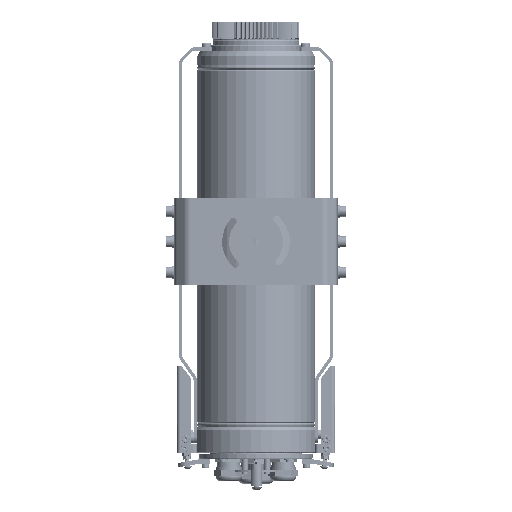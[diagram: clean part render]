
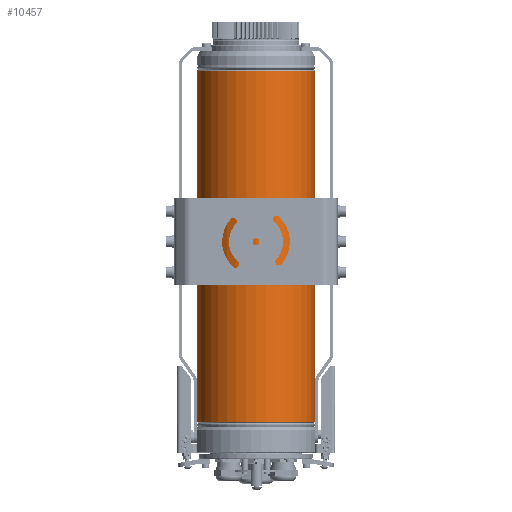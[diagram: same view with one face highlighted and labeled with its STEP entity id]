
A CAD part, front view. The second image highlights one B-rep face of the part: STEP entity #10457.
In plain terms, the highlighted cylindrical face has radius 54 mm (diameter 108 mm), a partial arc.
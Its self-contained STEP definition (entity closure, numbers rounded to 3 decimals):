
#1883 = DIRECTION ( 'NONE',  ( 0., 0., 1. ) ) ;
#3835 = AXIS2_PLACEMENT_3D ( 'NONE', #21174, #87151, #30673 ) ;
#4016 = ORIENTED_EDGE ( 'NONE', *, *, #26013, .F. ) ;
#5663 = CIRCLE ( 'NONE', #90539, 54. ) ;
#8623 = ORIENTED_EDGE ( 'NONE', *, *, #67536, .T. ) ;
#10457 = ADVANCED_FACE ( 'Fl�che1', ( #90044 ), #36916, .T. ) ;
#13740 = CARTESIAN_POINT ( 'NONE',  ( 54., 0., 1. ) ) ;
#21174 = CARTESIAN_POINT ( 'NONE',  ( 0., 0., 324. ) ) ;
#26013 = EDGE_CURVE ( 'NONE', #43871, #29001, #55095, .T. ) ;
#29001 = VERTEX_POINT ( 'NONE', #13740 ) ;
#30577 = VERTEX_POINT ( 'NONE', #85320 ) ;
#30673 = DIRECTION ( 'NONE',  ( 1., 0., 0. ) ) ;
#31406 = DIRECTION ( 'NONE',  ( 0., 0., -1. ) ) ;
#36715 = CARTESIAN_POINT ( 'NONE',  ( 54., 0., 324. ) ) ;
#36916 = CYLINDRICAL_SURFACE ( 'NONE', #41502, 54. ) ;
#40868 = VECTOR ( 'NONE', #119360, 1000. ) ;
#41502 = AXIS2_PLACEMENT_3D ( 'NONE', #100501, #101626, #106870 ) ;
#43871 = VERTEX_POINT ( 'NONE', #36715 ) ;
#50379 = CARTESIAN_POINT ( 'NONE',  ( 54., 0., 325. ) ) ;
#53558 = CARTESIAN_POINT ( 'NONE',  ( -54., 0., 325. ) ) ;
#55095 = LINE ( 'NONE', #50379, #77208 ) ;
#55728 = ORIENTED_EDGE ( 'NONE', *, *, #76056, .T. ) ;
#56490 = EDGE_LOOP ( 'NONE', ( #4016, #55728, #8623, #115925 ) ) ;
#58472 = CARTESIAN_POINT ( 'NONE',  ( 0., 0., 1. ) ) ;
#67536 = EDGE_CURVE ( 'NONE', #30577, #97457, #116010, .T. ) ;
#67953 = DIRECTION ( 'NONE',  ( 1., 0., 0. ) ) ;
#76056 = EDGE_CURVE ( 'NONE', #43871, #30577, #106357, .T. ) ;
#77208 = VECTOR ( 'NONE', #31406, 1000. ) ;
#85320 = CARTESIAN_POINT ( 'NONE',  ( -54., 0., 324. ) ) ;
#87151 = DIRECTION ( 'NONE',  ( 0., 0., -1. ) ) ;
#90044 = FACE_OUTER_BOUND ( 'NONE', #56490, .T. ) ;
#90539 = AXIS2_PLACEMENT_3D ( 'NONE', #58472, #1883, #67953 ) ;
#94968 = CARTESIAN_POINT ( 'NONE',  ( -54., 0., 1. ) ) ;
#97457 = VERTEX_POINT ( 'NONE', #94968 ) ;
#100501 = CARTESIAN_POINT ( 'NONE',  ( 0., 0., 325. ) ) ;
#101626 = DIRECTION ( 'NONE',  ( 0., 0., -1. ) ) ;
#106357 = CIRCLE ( 'NONE', #3835, 54. ) ;
#106870 = DIRECTION ( 'NONE',  ( -1., 0., 0. ) ) ;
#115925 = ORIENTED_EDGE ( 'NONE', *, *, #116184, .T. ) ;
#116010 = LINE ( 'NONE', #53558, #40868 ) ;
#116184 = EDGE_CURVE ( 'NONE', #97457, #29001, #5663, .T. ) ;
#119360 = DIRECTION ( 'NONE',  ( 0., 0., -1. ) ) ;
